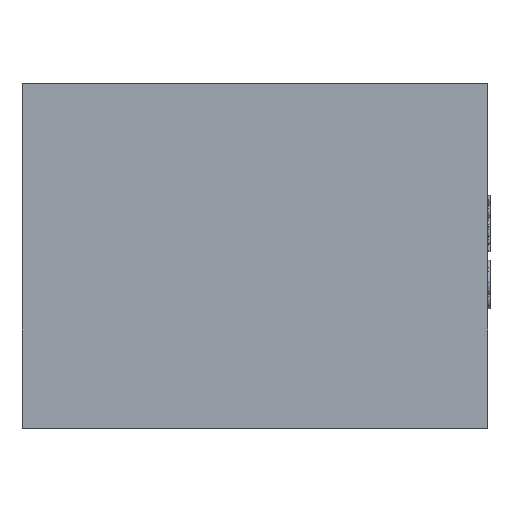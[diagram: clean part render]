
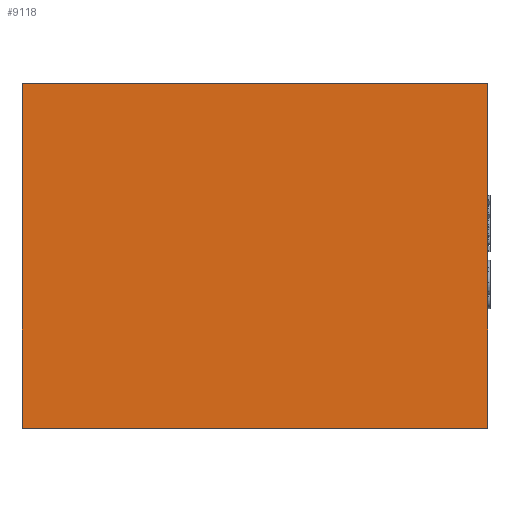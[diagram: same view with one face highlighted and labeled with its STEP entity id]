
A CAD part, top view. The second image highlights one B-rep face of the part: STEP entity #9118.
In plain terms, the highlighted planar face has unit normal (0, 0, 1).
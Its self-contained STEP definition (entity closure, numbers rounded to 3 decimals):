
#1200 = VECTOR ( 'NONE', #21142, 1000. ) ;
#2807 = EDGE_CURVE ( 'NONE', #15735, #17568, #13757, .T. ) ;
#3049 = EDGE_CURVE ( 'NONE', #4068, #19745, #4968, .T. ) ;
#4068 = VERTEX_POINT ( 'NONE', #8863 ) ;
#4478 = CARTESIAN_POINT ( 'NONE',  ( 1.15, -0.85, 0.5 ) ) ;
#4728 = EDGE_LOOP ( 'NONE', ( #11477, #12232, #20506, #20629 ) ) ;
#4968 = LINE ( 'NONE', #14295, #5768 ) ;
#5768 = VECTOR ( 'NONE', #19601, 1000. ) ;
#6393 = VECTOR ( 'NONE', #8600, 1000. ) ;
#6668 = DIRECTION ( 'NONE',  ( 0., 1., 0. ) ) ;
#8600 = DIRECTION ( 'NONE',  ( 0., -1., 0. ) ) ;
#8863 = CARTESIAN_POINT ( 'NONE',  ( 1.15, 0.85, 0.5 ) ) ;
#9118 = ADVANCED_FACE ( 'NONE', ( #11636 ), #22650, .T. ) ;
#10350 = LINE ( 'NONE', #19457, #13388 ) ;
#11316 = AXIS2_PLACEMENT_3D ( 'NONE', #11378, #19286, #20739 ) ;
#11378 = CARTESIAN_POINT ( 'NONE',  ( 0., 0., 0.5 ) ) ;
#11477 = ORIENTED_EDGE ( 'NONE', *, *, #18314, .T. ) ;
#11636 = FACE_OUTER_BOUND ( 'NONE', #4728, .T. ) ;
#12232 = ORIENTED_EDGE ( 'NONE', *, *, #3049, .T. ) ;
#13388 = VECTOR ( 'NONE', #6668, 1000. ) ;
#13757 = LINE ( 'NONE', #14230, #1200 ) ;
#13830 = CARTESIAN_POINT ( 'NONE',  ( -1.15, 0.85, 0.5 ) ) ;
#14017 = CARTESIAN_POINT ( 'NONE',  ( -1.15, 0.85, 0.5 ) ) ;
#14134 = LINE ( 'NONE', #14017, #6393 ) ;
#14230 = CARTESIAN_POINT ( 'NONE',  ( -1.15, -0.85, 0.5 ) ) ;
#14295 = CARTESIAN_POINT ( 'NONE',  ( -1.15, 0.85, 0.5 ) ) ;
#14428 = CARTESIAN_POINT ( 'NONE',  ( -1.15, -0.85, 0.5 ) ) ;
#15735 = VERTEX_POINT ( 'NONE', #14428 ) ;
#17568 = VERTEX_POINT ( 'NONE', #4478 ) ;
#18314 = EDGE_CURVE ( 'NONE', #17568, #4068, #10350, .T. ) ;
#19286 = DIRECTION ( 'NONE',  ( 0., 0., 1. ) ) ;
#19457 = CARTESIAN_POINT ( 'NONE',  ( 1.15, 0.85, 0.5 ) ) ;
#19601 = DIRECTION ( 'NONE',  ( -1., 0., 0. ) ) ;
#19745 = VERTEX_POINT ( 'NONE', #13830 ) ;
#20506 = ORIENTED_EDGE ( 'NONE', *, *, #21685, .T. ) ;
#20629 = ORIENTED_EDGE ( 'NONE', *, *, #2807, .T. ) ;
#20739 = DIRECTION ( 'NONE',  ( 1., 0., 0. ) ) ;
#21142 = DIRECTION ( 'NONE',  ( 1., 0., 0. ) ) ;
#21685 = EDGE_CURVE ( 'NONE', #19745, #15735, #14134, .T. ) ;
#22650 = PLANE ( 'NONE',  #11316 ) ;
